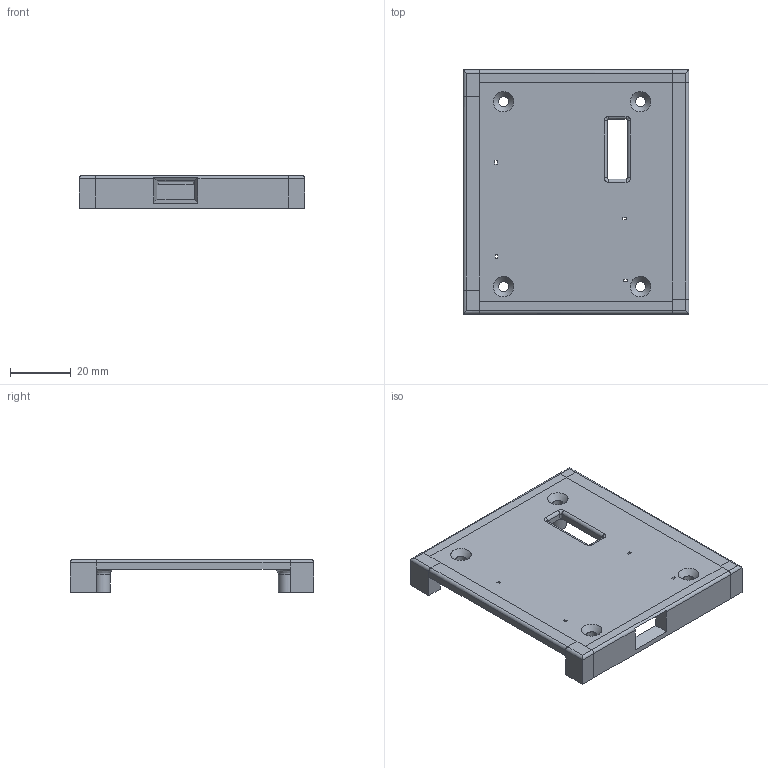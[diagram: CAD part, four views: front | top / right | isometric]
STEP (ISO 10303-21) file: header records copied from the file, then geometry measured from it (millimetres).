
FILE_DESCRIPTION(/* description */ (''),/* implementation_level */ '2;1');
FILE_NAME(/* name */ '4Runner-Seat-Heat-Case-Rev00-Top',/* time_stamp */ '2022-03-19T18:36:58-04:00',/* author */ (''),/* organization */ (''),/* preprocessor_version */ 'ST-DEVELOPER v16.5',/* originating_system */ 'Rhino 7.16',/* authorisation */ '');
FILE_SCHEMA (('AUTOMOTIVE_DESIGN_CC2'));
Length unit declared in the file: millimetre
Products named in the file (1): Document
Bounding box: 74.4 x 80.47 x 10.8 mm (x, y, z)
Volume: 22191.8 mm3; surface area: 16492.4 mm2
Topology: 1 solids, 1 shells, 114 faces, 283 edges, 169 vertices
Faces by surface type: plane 74, cylinder 28, bspline 12
Full cylindrical faces by diameter (mm): 3.426 x4, 5.519 x4
Entity records: 3238 total; most frequent: CARTESIAN_POINT 1319, ORIENTED_EDGE 566, EDGE_CURVE 283, B_SPLINE_CURVE_WITH_KNOTS 193, VERTEX_POINT 169, EDGE_LOOP 136, ADVANCED_FACE 114, FACE_OUTER_BOUND 114
